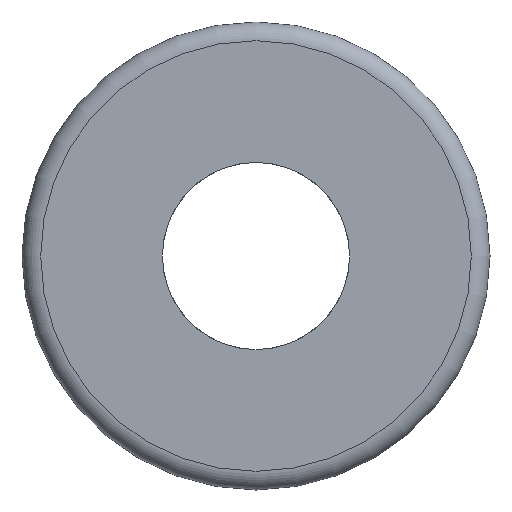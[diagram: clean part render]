
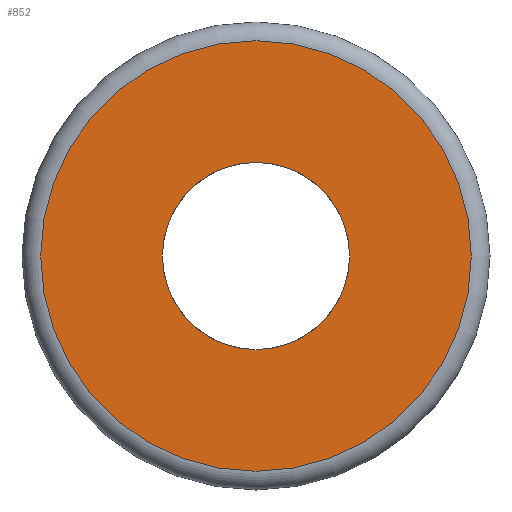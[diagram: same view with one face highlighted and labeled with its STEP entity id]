
A CAD part, front view. The second image highlights one B-rep face of the part: STEP entity #852.
In plain terms, the highlighted planar face has unit normal (0, -1, 0).
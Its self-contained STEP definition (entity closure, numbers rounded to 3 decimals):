
#23=FACE_BOUND('',#143,.T.);
#91=FACE_OUTER_BOUND('',#142,.T.);
#142=EDGE_LOOP('',(#780));
#143=EDGE_LOOP('',(#781));
#204=CIRCLE('',#961,2.);
#206=CIRCLE('',#966,4.6);
#403=VERTEX_POINT('',#1572);
#404=VERTEX_POINT('',#1578);
#528=EDGE_CURVE('',#403,#403,#204,.T.);
#530=EDGE_CURVE('',#404,#404,#206,.T.);
#780=ORIENTED_EDGE('',*,*,#530,.F.);
#781=ORIENTED_EDGE('',*,*,#528,.T.);
#806=PLANE('',#970);
#852=ADVANCED_FACE('',(#91,#23),#806,.T.);
#961=AXIS2_PLACEMENT_3D('',#1573,#1232,#1233);
#966=AXIS2_PLACEMENT_3D('',#1579,#1242,#1243);
#970=AXIS2_PLACEMENT_3D('',#1585,#1250,#1251);
#1232=DIRECTION('center_axis',(0.,1.,0.));
#1233=DIRECTION('ref_axis',(1.,0.,0.));
#1242=DIRECTION('center_axis',(0.,1.,0.));
#1243=DIRECTION('ref_axis',(1.,0.,0.));
#1250=DIRECTION('center_axis',(0.,-1.,0.));
#1251=DIRECTION('ref_axis',(0.,0.,-1.));
#1572=CARTESIAN_POINT('',(-2.,0.,0.));
#1573=CARTESIAN_POINT('Origin',(0.,0.,0.));
#1578=CARTESIAN_POINT('',(-4.6,0.,0.));
#1579=CARTESIAN_POINT('Origin',(0.,0.,0.));
#1585=CARTESIAN_POINT('Origin',(-5.,0.,0.));
